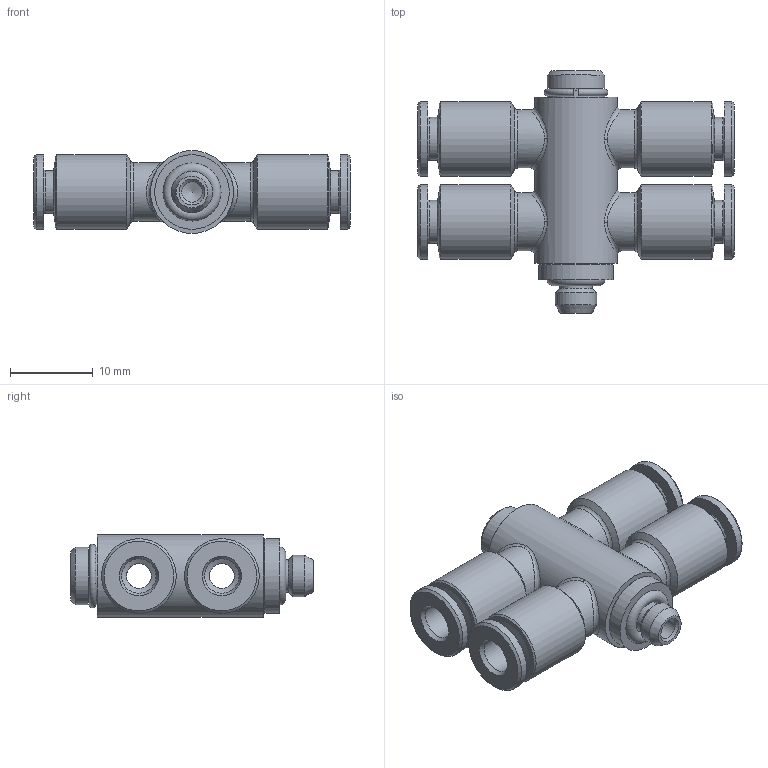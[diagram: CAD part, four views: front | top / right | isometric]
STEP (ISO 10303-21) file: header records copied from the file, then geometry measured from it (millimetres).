
FILE_DESCRIPTION(/* description */ ('STEP AP214'),/* implementation_level */ '2;1');
FILE_NAME(/* name */ 'A0320010',/* time_stamp */ '2023-04-21T13:52:22+02:00',/* author */ ('License CC BY-ND 4.0'),/* organization */ ('CADENAS'),/* preprocessor_version */ 'ST-DEVELOPER v19.3',/* originating_system */ 'PARTsolutions',/* authorisation */ ' ');
FILE_SCHEMA (('AUTOMOTIVE_DESIGN {1 0 10303 214 3 1 1}'));
Length unit declared in the file: millimetre
Products named in the file (2): A0320010; A0320010_PART1
Assembly tree (1 placements, depth 2):
  A0320010
    A0320010_PART1
Bounding box: 38.2 x 29.2 x 10 mm (x, y, z)
Volume: 4036.9 mm3; surface area: 3977.3 mm2
Topology: 1 solids, 1 shells, 116 faces, 275 edges, 178 vertices
Faces by surface type: cone 36, plane 34, cylinder 32, bspline 8, torus 6
Full cylindrical faces by diameter (mm): 2.5 x3, 3 x2, 3.9 x1, 4.15 x4, 5 x1, 5.2 x4, 6.3 x1, 6.9 x2, 7 x4, 9 x9, 10 x1
Entity records: 4935 total; most frequent: CARTESIAN_POINT 1944, DIRECTION 450, ORIENTED_EDGE 326, FACE_BOUND 216, EDGE_LOOP 214, AXIS2_PLACEMENT_3D 213, EDGE_CURVE 163, VERTEX_POINT 141
